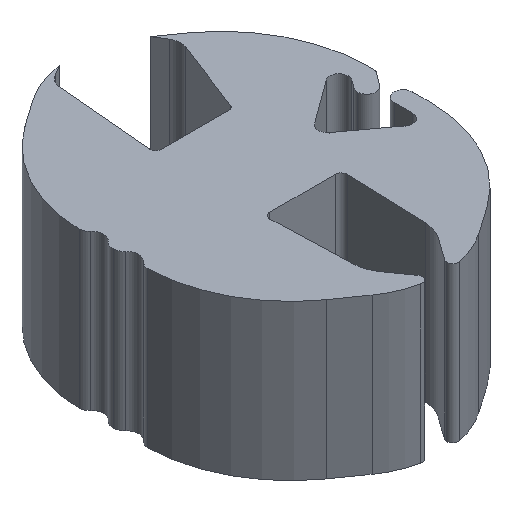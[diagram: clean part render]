
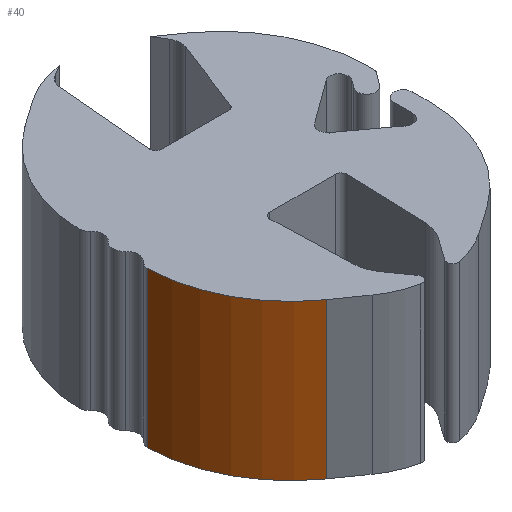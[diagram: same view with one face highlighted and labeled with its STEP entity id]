
A CAD part, isometric view. The second image highlights one B-rep face of the part: STEP entity #40.
In plain terms, the highlighted cylindrical face has radius 9.466 mm (diameter 18.931 mm), a partial arc.
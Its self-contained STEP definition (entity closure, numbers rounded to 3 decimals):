
#40 = ADVANCED_FACE ( 'NONE', ( #583 ), #467, .T. ) ;
#64 = VERTEX_POINT ( 'NONE', #772 ) ;
#81 = VERTEX_POINT ( 'NONE', #788 ) ;
#105 = VERTEX_POINT ( 'NONE', #812 ) ;
#195 = ORIENTED_EDGE ( 'NONE', *, *, #1781, .F. ) ;
#267 = ORIENTED_EDGE ( 'NONE', *, *, #1831, .T. ) ;
#268 = ORIENTED_EDGE ( 'NONE', *, *, #1829, .T. ) ;
#332 = ORIENTED_EDGE ( 'NONE', *, *, #1712, .F. ) ;
#446 = EDGE_LOOP ( 'NONE', ( #332, #268, #195, #267 ) ) ;
#467 = CYLINDRICAL_SURFACE ( 'NONE', #1909, 9.466 ) ;
#583 = FACE_OUTER_BOUND ( 'NONE', #446, .T. ) ;
#700 = DIRECTION ( 'NONE',  ( 0., 0., 1. ) ) ;
#703 = DIRECTION ( 'NONE',  ( 1., 0., 0. ) ) ;
#711 = CARTESIAN_POINT ( 'NONE',  ( 0.266, -5.956, -35.242 ) ) ;
#772 = CARTESIAN_POINT ( 'NONE',  ( -5.163, -13.71, 5. ) ) ;
#788 = CARTESIAN_POINT ( 'NONE',  ( -5.163, -13.71, -5. ) ) ;
#812 = CARTESIAN_POINT ( 'NONE',  ( -9.197, -6.2, -5. ) ) ;
#831 = CARTESIAN_POINT ( 'NONE',  ( -9.197, -6.2, 5. ) ) ;
#880 = CARTESIAN_POINT ( 'NONE',  ( 0.266, -5.956, 5. ) ) ;
#894 = DIRECTION ( 'NONE',  ( 0., 0., 1. ) ) ;
#895 = DIRECTION ( 'NONE',  ( 1., 0., 0. ) ) ;
#951 = CIRCLE ( 'NONE', #1344, 9.466 ) ;
#1053 = CIRCLE ( 'NONE', #1386, 9.466 ) ;
#1117 = LINE ( 'NONE', #1658, #1124 ) ;
#1118 = LINE ( 'NONE', #1664, #1128 ) ;
#1124 = VECTOR ( 'NONE', #1663, 1000. ) ;
#1128 = VECTOR ( 'NONE', #1667, 1000. ) ;
#1216 = VERTEX_POINT ( 'NONE', #831 ) ;
#1344 = AXIS2_PLACEMENT_3D ( 'NONE', #880, #894, #895 ) ;
#1386 = AXIS2_PLACEMENT_3D ( 'NONE', #1534, #1540, #1541 ) ;
#1534 = CARTESIAN_POINT ( 'NONE',  ( 0.266, -5.956, -5. ) ) ;
#1540 = DIRECTION ( 'NONE',  ( 0., 0., -1. ) ) ;
#1541 = DIRECTION ( 'NONE',  ( 1., 0., 0. ) ) ;
#1658 = CARTESIAN_POINT ( 'NONE',  ( -9.197, -6.2, 0. ) ) ;
#1663 = DIRECTION ( 'NONE',  ( 0., 0., -1. ) ) ;
#1664 = CARTESIAN_POINT ( 'NONE',  ( -5.163, -13.71, -35.242 ) ) ;
#1667 = DIRECTION ( 'NONE',  ( 0., 0., 1. ) ) ;
#1712 = EDGE_CURVE ( 'NONE', #1216, #64, #951, .T. ) ;
#1781 = EDGE_CURVE ( 'NONE', #81, #105, #1053, .T. ) ;
#1829 = EDGE_CURVE ( 'NONE', #1216, #105, #1117, .T. ) ;
#1831 = EDGE_CURVE ( 'NONE', #81, #64, #1118, .T. ) ;
#1909 = AXIS2_PLACEMENT_3D ( 'NONE', #711, #700, #703 ) ;
